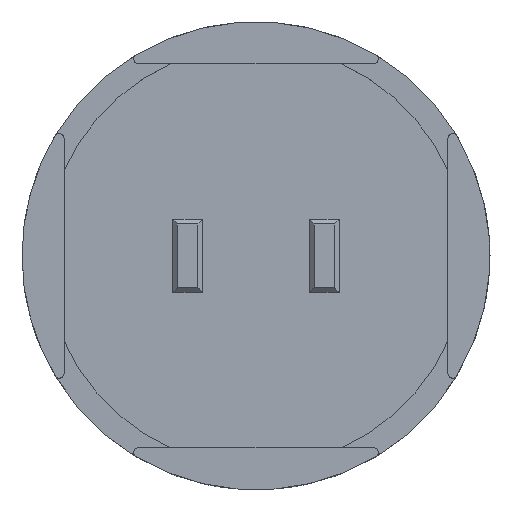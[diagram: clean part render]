
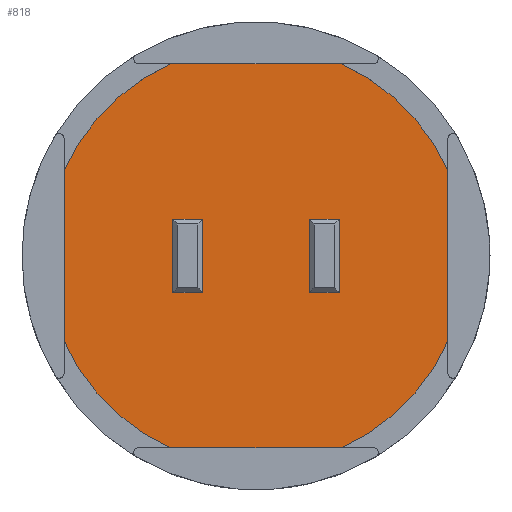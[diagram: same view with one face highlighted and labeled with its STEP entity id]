
A CAD part, top view. The second image highlights one B-rep face of the part: STEP entity #818.
In plain terms, the highlighted planar face has unit normal (0, 0, 1).
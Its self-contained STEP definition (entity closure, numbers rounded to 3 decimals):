
#15=FACE_BOUND('',#149,.T.);
#16=FACE_BOUND('',#150,.T.);
#57=CIRCLE('',#906,8.75);
#58=CIRCLE('',#907,8.75);
#59=CIRCLE('',#908,8.75);
#60=CIRCLE('',#909,8.75);
#102=FACE_OUTER_BOUND('',#148,.T.);
#148=EDGE_LOOP('',(#690,#691,#692,#693,#694,#695,#696,#697));
#149=EDGE_LOOP('',(#698,#699,#700,#701));
#150=EDGE_LOOP('',(#702,#703,#704,#705));
#173=LINE('',#1198,#255);
#176=LINE('',#1203,#258);
#190=LINE('',#1233,#272);
#193=LINE('',#1238,#275);
#195=LINE('',#1243,#277);
#196=LINE('',#1246,#278);
#198=LINE('',#1249,#280);
#214=LINE('',#1309,#296);
#222=LINE('',#1333,#304);
#230=LINE('',#1357,#312);
#238=LINE('',#1381,#320);
#241=LINE('',#1394,#323);
#255=VECTOR('',#948,10.);
#258=VECTOR('',#953,10.);
#272=VECTOR('',#979,10.);
#275=VECTOR('',#984,10.);
#277=VECTOR('',#990,10.);
#278=VECTOR('',#993,10.);
#280=VECTOR('',#997,10.);
#296=VECTOR('',#1049,10.);
#304=VECTOR('',#1073,10.);
#312=VECTOR('',#1097,10.);
#320=VECTOR('',#1121,10.);
#323=VECTOR('',#1142,10.);
#332=VERTEX_POINT('',#1195);
#333=VERTEX_POINT('',#1197);
#334=VERTEX_POINT('',#1201);
#343=VERTEX_POINT('',#1230);
#344=VERTEX_POINT('',#1232);
#345=VERTEX_POINT('',#1236);
#346=VERTEX_POINT('',#1241);
#347=VERTEX_POINT('',#1245);
#372=VERTEX_POINT('',#1306);
#373=VERTEX_POINT('',#1308);
#380=VERTEX_POINT('',#1330);
#381=VERTEX_POINT('',#1332);
#388=VERTEX_POINT('',#1354);
#389=VERTEX_POINT('',#1356);
#396=VERTEX_POINT('',#1378);
#397=VERTEX_POINT('',#1380);
#412=EDGE_CURVE('',#333,#332,#173,.T.);
#415=EDGE_CURVE('',#334,#332,#176,.T.);
#429=EDGE_CURVE('',#343,#344,#190,.T.);
#432=EDGE_CURVE('',#345,#343,#193,.T.);
#434=EDGE_CURVE('',#346,#334,#195,.T.);
#435=EDGE_CURVE('',#347,#344,#196,.T.);
#437=EDGE_CURVE('',#345,#347,#198,.T.);
#466=EDGE_CURVE('',#373,#372,#214,.T.);
#478=EDGE_CURVE('',#381,#380,#222,.T.);
#490=EDGE_CURVE('',#389,#388,#230,.T.);
#502=EDGE_CURVE('',#397,#396,#238,.T.);
#507=EDGE_CURVE('',#396,#373,#57,.F.);
#508=EDGE_CURVE('',#372,#381,#58,.F.);
#509=EDGE_CURVE('',#380,#389,#59,.F.);
#510=EDGE_CURVE('',#388,#397,#60,.F.);
#511=EDGE_CURVE('',#346,#333,#241,.T.);
#690=ORIENTED_EDGE('',*,*,#502,.T.);
#691=ORIENTED_EDGE('',*,*,#507,.T.);
#692=ORIENTED_EDGE('',*,*,#466,.T.);
#693=ORIENTED_EDGE('',*,*,#508,.T.);
#694=ORIENTED_EDGE('',*,*,#478,.T.);
#695=ORIENTED_EDGE('',*,*,#509,.T.);
#696=ORIENTED_EDGE('',*,*,#490,.T.);
#697=ORIENTED_EDGE('',*,*,#510,.T.);
#698=ORIENTED_EDGE('',*,*,#435,.T.);
#699=ORIENTED_EDGE('',*,*,#429,.F.);
#700=ORIENTED_EDGE('',*,*,#432,.F.);
#701=ORIENTED_EDGE('',*,*,#437,.T.);
#702=ORIENTED_EDGE('',*,*,#412,.T.);
#703=ORIENTED_EDGE('',*,*,#415,.F.);
#704=ORIENTED_EDGE('',*,*,#434,.F.);
#705=ORIENTED_EDGE('',*,*,#511,.T.);
#776=PLANE('',#905);
#818=ADVANCED_FACE('',(#102,#15,#16),#776,.T.);
#905=AXIS2_PLACEMENT_3D('',#1389,#1132,#1133);
#906=AXIS2_PLACEMENT_3D('',#1390,#1134,#1135);
#907=AXIS2_PLACEMENT_3D('',#1391,#1136,#1137);
#908=AXIS2_PLACEMENT_3D('',#1392,#1138,#1139);
#909=AXIS2_PLACEMENT_3D('',#1393,#1140,#1141);
#948=DIRECTION('',(0.,1.,0.));
#953=DIRECTION('',(-1.,0.,0.));
#979=DIRECTION('',(-1.,0.,0.));
#984=DIRECTION('',(0.,1.,0.));
#990=DIRECTION('',(0.,1.,0.));
#993=DIRECTION('',(0.,1.,0.));
#997=DIRECTION('',(-1.,0.,0.));
#1049=DIRECTION('',(1.,0.,0.));
#1073=DIRECTION('',(0.,1.,0.));
#1097=DIRECTION('',(-1.,0.,0.));
#1121=DIRECTION('',(0.,-1.,0.));
#1132=DIRECTION('center_axis',(0.,0.,1.));
#1133=DIRECTION('ref_axis',(1.,0.,0.));
#1134=DIRECTION('center_axis',(0.,0.,-1.));
#1135=DIRECTION('ref_axis',(-1.,0.,0.));
#1136=DIRECTION('center_axis',(0.,0.,-1.));
#1137=DIRECTION('ref_axis',(-1.,0.,0.));
#1138=DIRECTION('center_axis',(0.,0.,-1.));
#1139=DIRECTION('ref_axis',(-1.,0.,0.));
#1140=DIRECTION('center_axis',(0.,0.,-1.));
#1141=DIRECTION('ref_axis',(-1.,0.,0.));
#1142=DIRECTION('',(-1.,0.,0.));
#1195=CARTESIAN_POINT('',(-3.475,1.525,1.));
#1197=CARTESIAN_POINT('',(-3.475,-1.525,1.));
#1198=CARTESIAN_POINT('',(-3.475,0.,1.));
#1201=CARTESIAN_POINT('',(-2.225,1.525,1.));
#1203=CARTESIAN_POINT('',(-1.425,1.525,1.));
#1230=CARTESIAN_POINT('',(3.475,1.525,1.));
#1232=CARTESIAN_POINT('',(2.225,1.525,1.));
#1233=CARTESIAN_POINT('',(1.425,1.525,1.));
#1236=CARTESIAN_POINT('',(3.475,-1.525,1.));
#1238=CARTESIAN_POINT('',(3.475,0.,1.));
#1241=CARTESIAN_POINT('',(-2.225,-1.525,1.));
#1243=CARTESIAN_POINT('',(-2.225,0.,1.));
#1245=CARTESIAN_POINT('',(2.225,-1.525,1.));
#1246=CARTESIAN_POINT('',(2.225,0.,1.));
#1249=CARTESIAN_POINT('',(1.425,-1.525,1.));
#1306=CARTESIAN_POINT('',(3.544,-8.,1.));
#1308=CARTESIAN_POINT('',(-3.544,-8.,1.));
#1309=CARTESIAN_POINT('',(1.772,-8.,1.));
#1330=CARTESIAN_POINT('',(8.,3.544,1.));
#1332=CARTESIAN_POINT('',(8.,-3.544,1.));
#1333=CARTESIAN_POINT('',(8.,1.772,1.));
#1354=CARTESIAN_POINT('',(-3.544,8.,1.));
#1356=CARTESIAN_POINT('',(3.544,8.,1.));
#1357=CARTESIAN_POINT('',(-1.772,8.,1.));
#1378=CARTESIAN_POINT('',(-8.,-3.544,1.));
#1380=CARTESIAN_POINT('',(-8.,3.544,1.));
#1381=CARTESIAN_POINT('',(-8.,-1.772,1.));
#1389=CARTESIAN_POINT('Origin',(0.,0.,1.));
#1390=CARTESIAN_POINT('Origin',(0.,0.,
1.));
#1391=CARTESIAN_POINT('Origin',(0.,0.,
1.));
#1392=CARTESIAN_POINT('Origin',(0.,0.,
1.));
#1393=CARTESIAN_POINT('Origin',(0.,0.,
1.));
#1394=CARTESIAN_POINT('',(-1.425,-1.525,1.));
